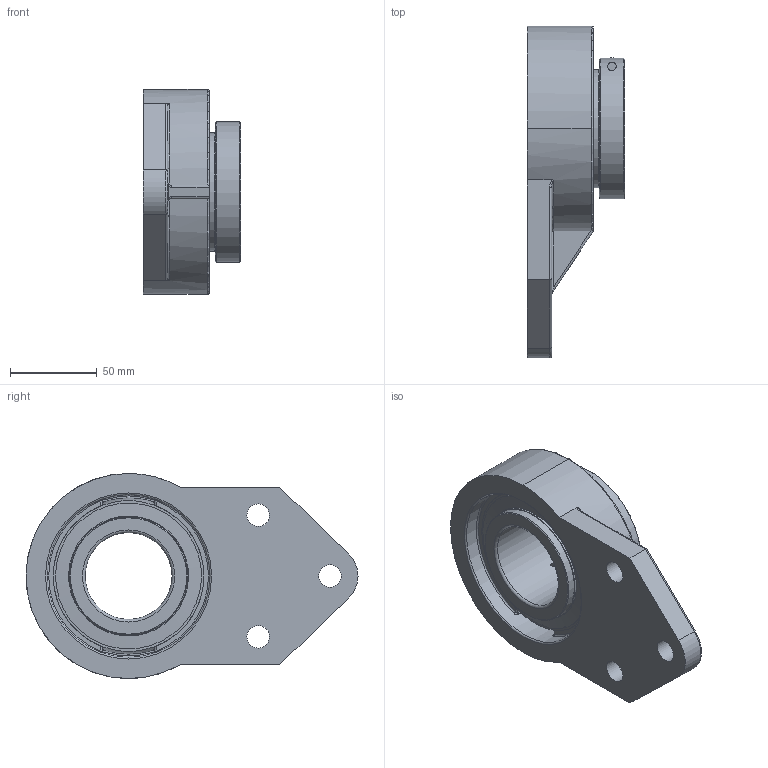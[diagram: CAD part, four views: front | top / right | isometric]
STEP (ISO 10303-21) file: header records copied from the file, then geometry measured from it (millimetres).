
FILE_DESCRIPTION(('HOOPS Exchange Step'),'2;1');
FILE_NAME('export-B35A0E65-9836-4739-8985-49820630A9EF.stp','2020-05-27T13:16:18-07:00',('dkerr'),('Alibre'),'HOOPS Exchange 2020.0','Alibre','Unknown authorisation');
FILE_SCHEMA( ('AP242_MANAGED_MODEL_BASED_3D_ENGINEERING_MIM_LF {1 0 10303 442 1 1 4 }') );
Length unit declared in the file: inch
Products named in the file (8): MRN SFBM 210 L4L; MRN SUE 210 L4L (50mm) (Race); MRN SUE 210 L4L (Ball); MRN SUE 210 L4L (Shield); MRN SUE 210 L4L (Lock Ring); MRN SUE 210 L4L (Bolt); MRN SUE 210 L4L (50mm); MRN SUESFBM 210 L4L (50mm)
Assembly tree (8 placements, depth 3):
  MRN SUESFBM 210 L4L (50mm)
    MRN SFBM 210 L4L
    MRN SUE 210 L4L (50mm)
      MRN SUE 210 L4L (50mm) (Race)
      MRN SUE 210 L4L (Ball)
      MRN SUE 210 L4L (Shield)  x2
      MRN SUE 210 L4L (Lock Ring)
      MRN SUE 210 L4L (Bolt)
Bounding box: 55.9 x 191 x 118 mm (x, y, z)
Volume: 388266.7 mm3; surface area: 115172.4 mm2
Topology: 17 solids, 17 shells, 218 faces, 600 edges, 393 vertices
Faces by surface type: plane 69, cylinder 66, torus 28, cone 28, sphere 17, bspline 10
Full cylindrical faces by diameter (mm): 4.917 x2, 6.4 x1, 10 x1, 13 x3, 50 x1, 68 x4, 69.016 x2, 80 x2, 84 x2, 89.741 x1, 93.741 x1, 100.1 x1
Entity records: 11586 total; most frequent: CARTESIAN_POINT 6088, DIRECTION 1133, ORIENTED_EDGE 1104, EDGE_CURVE 552, AXIS2_PLACEMENT_3D 468, VERTEX_POINT 379, EDGE_LOOP 235, FACE_BOUND 235
